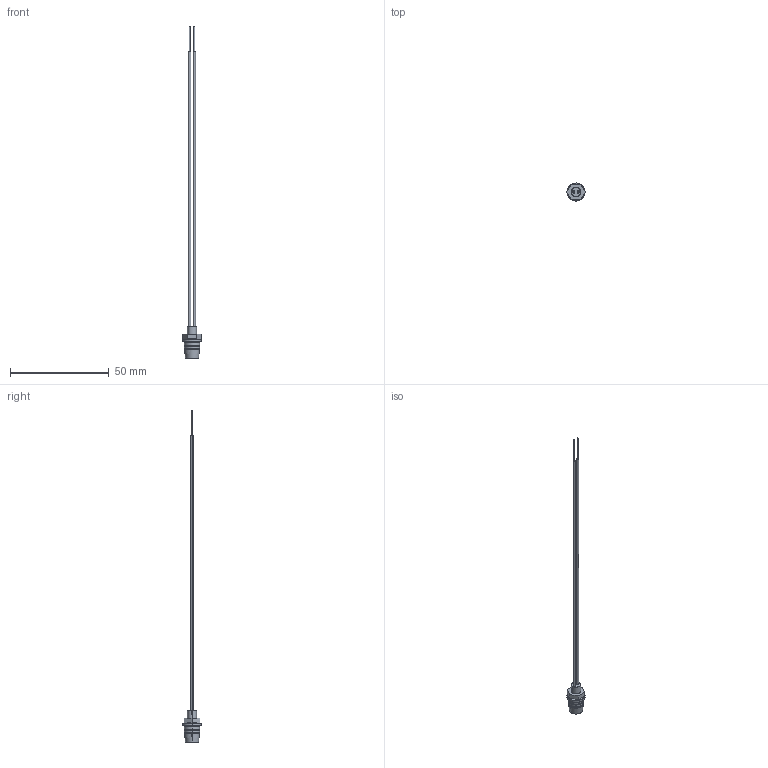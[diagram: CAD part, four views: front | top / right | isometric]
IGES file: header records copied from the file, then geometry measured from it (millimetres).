
Start section: SolidWorks IGES file using analytic representation for surfaces
Global section: file name: STEP; IGES, PARASOLID\L60D Assembly Reference, 01022017TS.IGS; native system: SolidWorks 2016; preprocessor: SolidWorks 2016; author: tstoltenburg; date: 170201.152315; units: inch
Bounding box: 9.24 x 9.14 x 168.4 mm (x, y, z)
Surface area: 1930.7 mm2 (no closed solid volume)
Topology: 0 solids, 0 shells, 77 faces, 1332 edges, 1330 vertices
Faces by surface type: revolution 48, bspline 29
